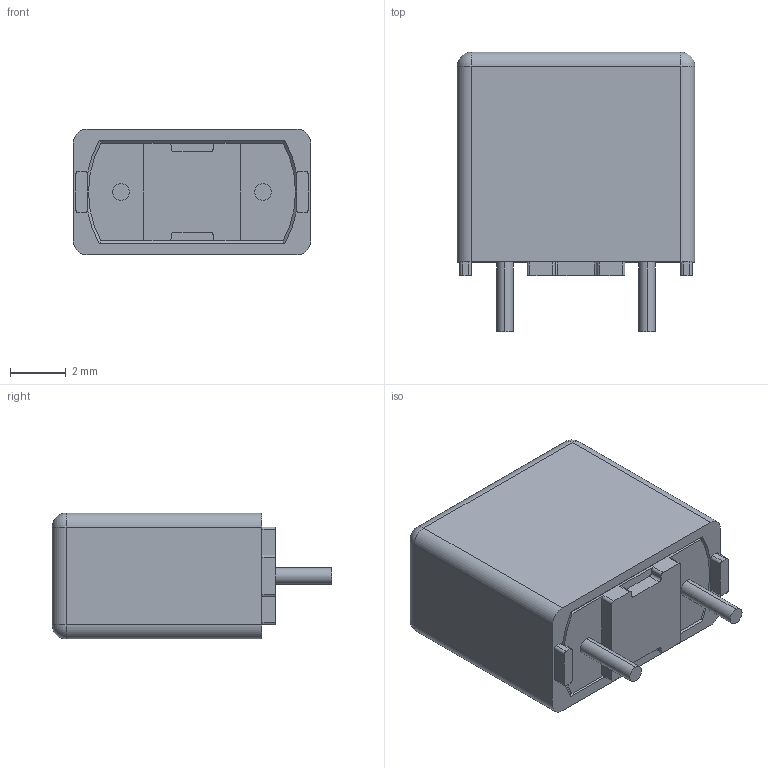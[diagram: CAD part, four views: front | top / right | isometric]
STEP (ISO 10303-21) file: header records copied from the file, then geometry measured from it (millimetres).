
FILE_DESCRIPTION (( 'STEP AP214' ), '1' );
FILE_NAME ('User Library-Littelfuse 392.STEP', '2016-01-21T09:10:55', ( 'Windows User' ), ( '' ), 'SwSTEP 2.0', 'SolidWorks 2016', '' );
FILE_SCHEMA (( 'AUTOMOTIVE_DESIGN' ));
Length unit declared in the file: millimetre
Products named in the file (1): User Library-Littelfuse 392
Bounding box: 8.5 x 10 x 4.5 mm (x, y, z)
Volume: 291.8 mm3; surface area: 284.9 mm2
Topology: 3 solids, 3 shells, 77 faces, 192 edges, 120 vertices
Faces by surface type: plane 37, cylinder 34, sphere 4, cone 2
Entity records: 2705 total; most frequent: DIRECTION 410, CARTESIAN_POINT 398, ORIENTED_EDGE 376, EDGE_CURVE 188, AXIS2_PLACEMENT_3D 148, VERTEX_POINT 120, LINE 114, VECTOR 114
